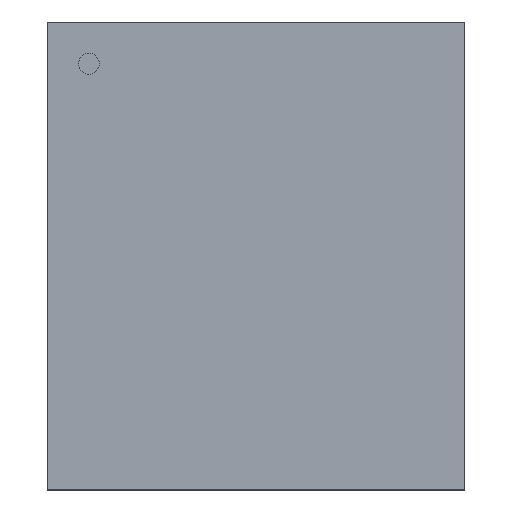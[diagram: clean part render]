
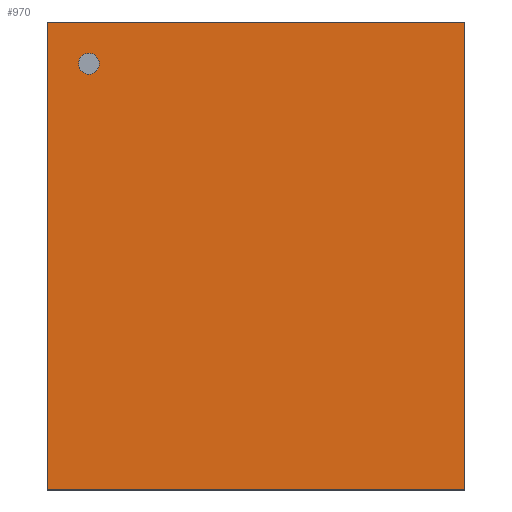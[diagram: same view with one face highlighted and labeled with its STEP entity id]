
A CAD part, top view. The second image highlights one B-rep face of the part: STEP entity #970.
In plain terms, the highlighted planar face has unit normal (0, 0, 1).
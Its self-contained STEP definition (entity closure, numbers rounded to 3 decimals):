
#746=CARTESIAN_POINT('',(1.905,-2.134,0.61));
#745=VERTEX_POINT('',#746);
#756=CARTESIAN_POINT('',(-1.905,-2.134,0.61));
#755=VERTEX_POINT('',#756);
#754=EDGE_CURVE('',#755,#745,#759,.T.);
#759=LINE('',#756,#761);
#761=VECTOR('',#762,3.81);
#762=DIRECTION('',(1.0,0.0,0.0));
#795=CARTESIAN_POINT('',(1.905,2.134,0.61));
#794=VERTEX_POINT('',#795);
#803=EDGE_CURVE('',#745,#794,#808,.T.);
#808=LINE('',#746,#810);
#810=VECTOR('',#811,4.267);
#811=DIRECTION('',(0.0,1.0,0.0));
#844=CARTESIAN_POINT('',(-1.905,2.134,0.61));
#843=VERTEX_POINT('',#844);
#852=EDGE_CURVE('',#794,#843,#857,.T.);
#857=LINE('',#795,#859);
#859=VECTOR('',#860,3.81);
#860=DIRECTION('',(-1.0,0.0,0.0));
#901=EDGE_CURVE('',#843,#755,#906,.T.);
#906=LINE('',#844,#908);
#908=VECTOR('',#909,4.267);
#909=DIRECTION('',(0.0,-1.0,0.0));
#970=ADVANCED_FACE('',(#976),#971,.T.);
#971=PLANE('',#972);
#972=AXIS2_PLACEMENT_3D('',#973,#974,#975);
#973=CARTESIAN_POINT('',(-1.905,-2.134,0.61));
#974=DIRECTION('',(0.0,0.0,1.0));
#975=DIRECTION('',(0.,1.,0.));
#976=FACE_OUTER_BOUND('',#977,.T.);
#977=EDGE_LOOP('',(#978,#988,#998,#1008));
#978=ORIENTED_EDGE('',*,*,#754,.T.);
#988=ORIENTED_EDGE('',*,*,#803,.T.);
#998=ORIENTED_EDGE('',*,*,#852,.T.);
#1008=ORIENTED_EDGE('',*,*,#901,.T.);
